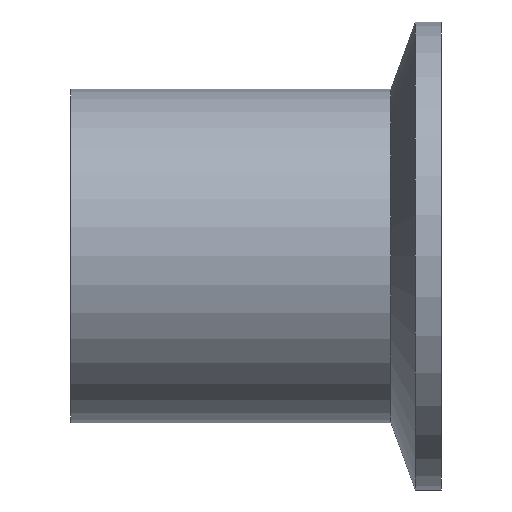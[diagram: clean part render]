
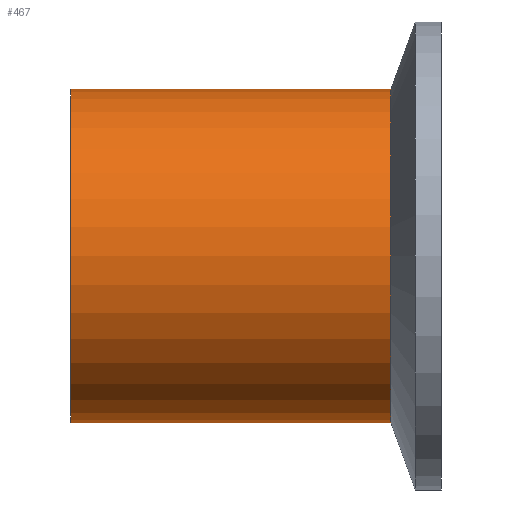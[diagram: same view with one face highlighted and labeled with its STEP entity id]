
A CAD part, front view. The second image highlights one B-rep face of the part: STEP entity #467.
In plain terms, the highlighted cylindrical face has radius 18 mm (diameter 36 mm), a partial arc.
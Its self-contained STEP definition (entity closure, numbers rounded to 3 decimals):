
#22 = CARTESIAN_POINT ( 'NONE',  ( 34.555, 0., 0. ) ) ;
#40 = DIRECTION ( 'NONE',  ( 0., 0., 1. ) ) ;
#48 = EDGE_CURVE ( 'NONE', #100, #90, #505, .T. ) ;
#73 = VECTOR ( 'NONE', #325, 1000. ) ;
#86 = CIRCLE ( 'NONE', #302, 18. ) ;
#87 = CARTESIAN_POINT ( 'NONE',  ( 0., 0., 0. ) ) ;
#90 = VERTEX_POINT ( 'NONE', #140 ) ;
#100 = VERTEX_POINT ( 'NONE', #183 ) ;
#140 = CARTESIAN_POINT ( 'NONE',  ( 0., 0., -18. ) ) ;
#144 = AXIS2_PLACEMENT_3D ( 'NONE', #87, #220, #337 ) ;
#152 = CARTESIAN_POINT ( 'NONE',  ( 0., 0., 0. ) ) ;
#156 = VECTOR ( 'NONE', #338, 1000. ) ;
#183 = CARTESIAN_POINT ( 'NONE',  ( 34.555, 0., -18. ) ) ;
#217 = CARTESIAN_POINT ( 'NONE',  ( 0., 0., -18. ) ) ;
#218 = CYLINDRICAL_SURFACE ( 'NONE', #144, 18. ) ;
#220 = DIRECTION ( 'NONE',  ( -1., 0., 0. ) ) ;
#244 = DIRECTION ( 'NONE',  ( -1., 0., 0. ) ) ;
#247 = VERTEX_POINT ( 'NONE', #401 ) ;
#256 = DIRECTION ( 'NONE',  ( -1., 0., 0. ) ) ;
#277 = AXIS2_PLACEMENT_3D ( 'NONE', #22, #256, #418 ) ;
#289 = ORIENTED_EDGE ( 'NONE', *, *, #292, .F. ) ;
#292 = EDGE_CURVE ( 'NONE', #90, #247, #86, .T. ) ;
#294 = CARTESIAN_POINT ( 'NONE',  ( 34.555, 0., 18. ) ) ;
#302 = AXIS2_PLACEMENT_3D ( 'NONE', #152, #244, #40 ) ;
#309 = EDGE_CURVE ( 'NONE', #428, #247, #410, .T. ) ;
#321 = ORIENTED_EDGE ( 'NONE', *, *, #309, .T. ) ;
#325 = DIRECTION ( 'NONE',  ( -1., 0., 0. ) ) ;
#332 = ORIENTED_EDGE ( 'NONE', *, *, #474, .T. ) ;
#337 = DIRECTION ( 'NONE',  ( 0., 0., 1. ) ) ;
#338 = DIRECTION ( 'NONE',  ( -1., 0., 0. ) ) ;
#377 = CIRCLE ( 'NONE', #277, 18. ) ;
#401 = CARTESIAN_POINT ( 'NONE',  ( 0., 0., 18. ) ) ;
#403 = EDGE_LOOP ( 'NONE', ( #414, #332, #321, #289 ) ) ;
#410 = LINE ( 'NONE', #484, #73 ) ;
#414 = ORIENTED_EDGE ( 'NONE', *, *, #48, .F. ) ;
#418 = DIRECTION ( 'NONE',  ( 0., 0., 1. ) ) ;
#421 = FACE_OUTER_BOUND ( 'NONE', #403, .T. ) ;
#428 = VERTEX_POINT ( 'NONE', #294 ) ;
#467 = ADVANCED_FACE ( 'NONE', ( #421 ), #218, .T. ) ;
#474 = EDGE_CURVE ( 'NONE', #100, #428, #377, .T. ) ;
#484 = CARTESIAN_POINT ( 'NONE',  ( 0., 0., 18. ) ) ;
#505 = LINE ( 'NONE', #217, #156 ) ;
